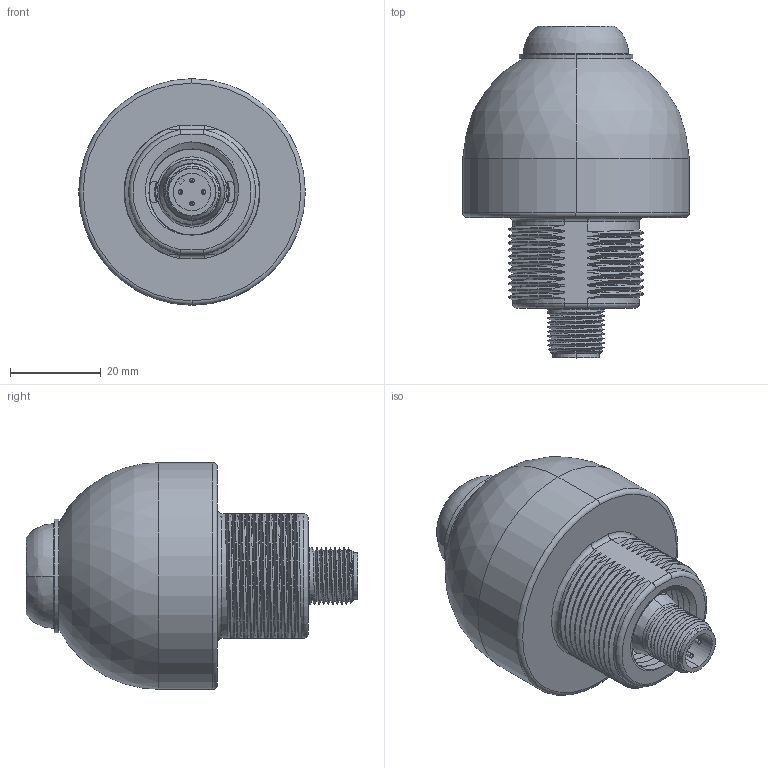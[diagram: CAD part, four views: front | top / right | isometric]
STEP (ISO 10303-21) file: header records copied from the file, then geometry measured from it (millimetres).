
FILE_DESCRIPTION((''),'2;1');
FILE_NAME('185568_ASM','2015-01-13T',('pdmadmin'),(''),'PRO/ENGINEER BY PARAMETRIC TECHNOLOGY CORPORATION, 2013230','PRO/ENGINEER BY PARAMETRIC TECHNOLOGY CORPORATION, 2013230','');
FILE_SCHEMA(('CONFIG_CONTROL_DESIGN'));
Products named in the file (9): 126458; 128008; 08427_NO_ORING; 129627_ASM; 142957; 178658; 184822; 185157_AF0_ASM; 185568_ASM
Assembly tree (8 placements, depth 3):
  185568_ASM
    129627_ASM
      126458
      128008
      08427_NO_ORING
    185157_AF0_ASM
      142957
      178658
      184822
Bounding box: 50 x 73.24 x 50 mm (x, y, z)
Volume: 35503.3 mm3; surface area: 29814.6 mm2
Topology: 6 solids, 6 shells, 629 faces, 1581 edges, 999 vertices
Faces by surface type: cylinder 244, bspline 165, plane 142, cone 32, torus 28, sphere 18
Entity records: 58528 total; most frequent: CARTESIAN_POINT 44416, ORIENTED_EDGE 3162, DIRECTION 2500, EDGE_CURVE 1581, VERTEX_POINT 999, AXIS2_PLACEMENT_3D 968, EDGE_LOOP 682, FACE_OUTER_BOUND 629
